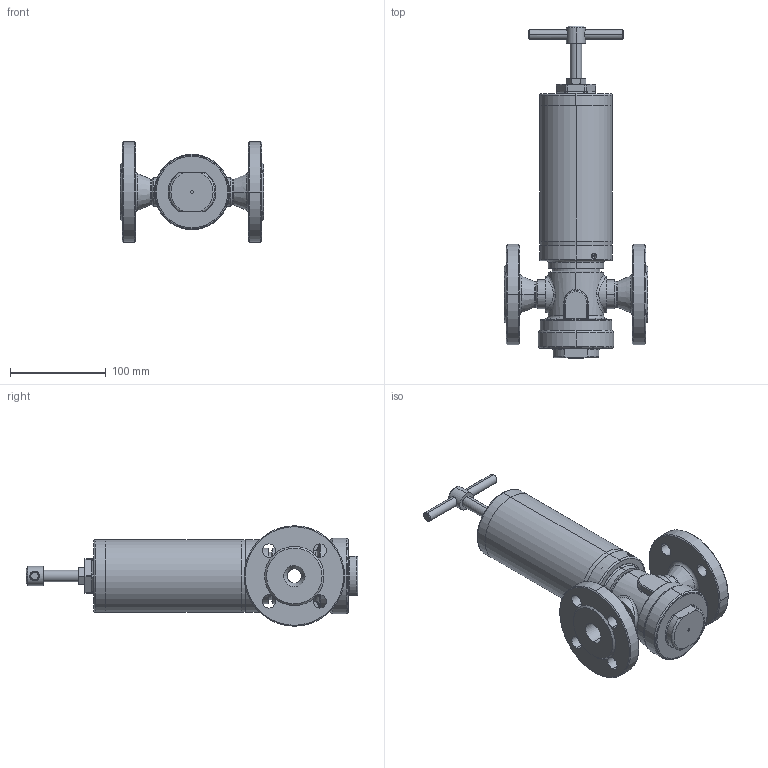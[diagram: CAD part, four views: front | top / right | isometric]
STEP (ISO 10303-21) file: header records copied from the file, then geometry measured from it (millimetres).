
FILE_DESCRIPTION (( 'STEP AP203' ), '1' );
FILE_NAME ('081-2-1-K064-D020G-D020G-K-001.STEP', '2018-11-13T06:20:52', ( '' ), ( '' ), 'SwSTEP 2.0', 'SolidWorks 2016', '' );
FILE_SCHEMA (( 'CONFIG_CONTROL_DESIGN' ));
Length unit declared in the file: millimetre
Products named in the file (1): 081-2-1-K064-D020G-D020G-K-001
Bounding box: 150 x 346.87 x 105 mm (x, y, z)
Volume: 474911.6 mm3; surface area: 222192.1 mm2
Topology: 10 solids, 10 shells, 408 faces, 927 edges, 551 vertices
Faces by surface type: cylinder 154, cone 95, torus 66, plane 65, bspline 28
Entity records: 14745 total; most frequent: CARTESIAN_POINT 5476, DIRECTION 2058, ORIENTED_EDGE 1842, EDGE_CURVE 921, AXIS2_PLACEMENT_3D 897, VERTEX_POINT 551, CIRCLE 516, EDGE_LOOP 464
